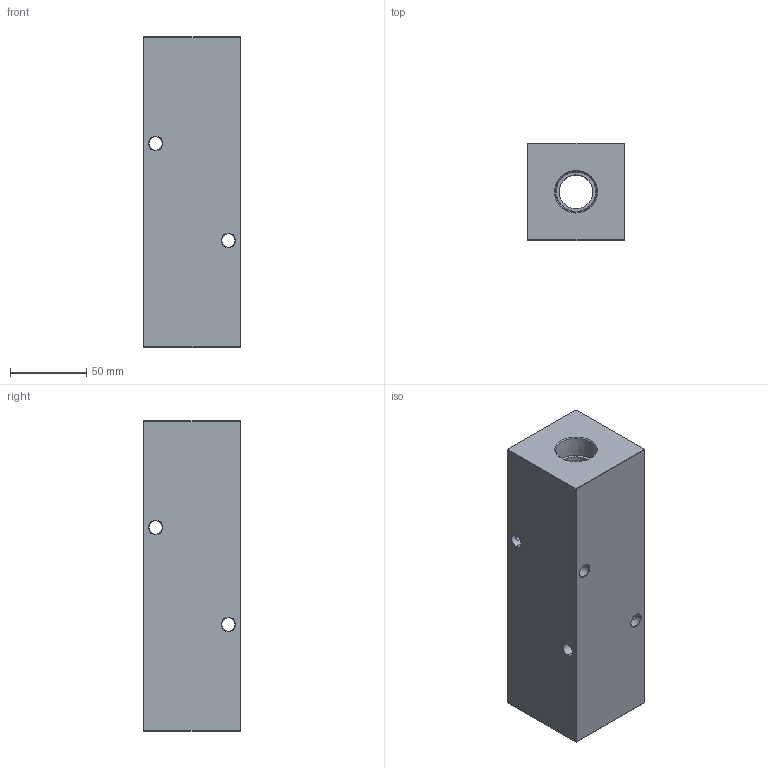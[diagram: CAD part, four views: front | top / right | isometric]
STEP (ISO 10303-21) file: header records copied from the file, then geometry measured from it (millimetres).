
FILE_DESCRIPTION (( 'STEP AP203' ), '1' );
FILE_NAME ('HM-3-90-P-12-12.STEP', '2020-10-30T16:32:43', ( '' ), ( '' ), 'SwSTEP 2.0', 'SolidWorks 2019', '' );
FILE_SCHEMA (( 'CONFIG_CONTROL_DESIGN' ));
Length unit declared in the file: inch
Products named in the file (1): HM-3-90-P-12-12
Bounding box: 63.5 x 63.5 x 203.2 mm (x, y, z)
Volume: 657708 mm3; surface area: 86432.6 mm2
Topology: 1 solids, 1 shells, 532 faces, 1398 edges, 912 vertices
Faces by surface type: plane 269, bspline 194, cone 36, cylinder 33
Entity records: 26081 total; most frequent: CARTESIAN_POINT 14163, ORIENTED_EDGE 2796, DIRECTION 1770, EDGE_CURVE 1398, VERTEX_POINT 912, LINE 860, VECTOR 860, EDGE_LOOP 602
